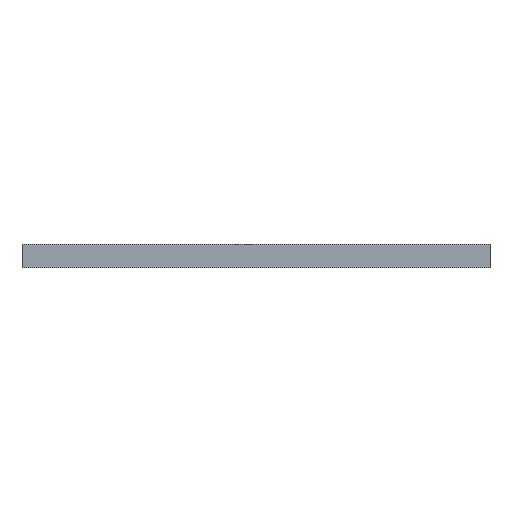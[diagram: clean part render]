
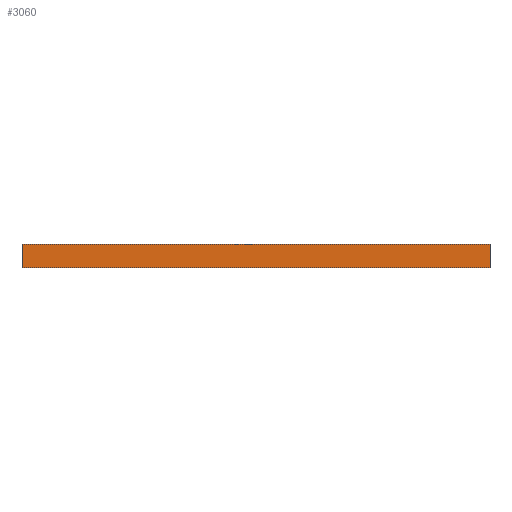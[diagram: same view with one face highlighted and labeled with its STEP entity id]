
A CAD part, front view. The second image highlights one B-rep face of the part: STEP entity #3060.
In plain terms, the highlighted planar face has unit normal (0, -1, 0).
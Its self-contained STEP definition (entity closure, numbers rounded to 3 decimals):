
#747=CARTESIAN_POINT('',(85.62,-145.,6.7));
#748=VERTEX_POINT('',#747);
#755=CARTESIAN_POINT('',(185.62,-145.,6.7));
#756=VERTEX_POINT('',#755);
#757=CARTESIAN_POINT('',(85.62,-145.,6.7));
#758=DIRECTION('',(1.,0.,-0.));
#759=VECTOR('',#758,100.);
#760=LINE('',#757,#759);
#761=EDGE_CURVE('',#748,#756,#760,.T.);
#2035=CARTESIAN_POINT('',(185.62,-145.,1.7));
#2036=VERTEX_POINT('',#2035);
#2043=CARTESIAN_POINT('',(85.62,-145.,1.7));
#2044=VERTEX_POINT('',#2043);
#2045=CARTESIAN_POINT('',(85.62,-145.,1.7));
#2046=DIRECTION('',(1.,0.,-0.));
#2047=VECTOR('',#2046,100.);
#2048=LINE('',#2045,#2047);
#2049=EDGE_CURVE('',#2044,#2036,#2048,.T.);
#3039=CARTESIAN_POINT('',(135.62,-145.,3.7));
#3040=DIRECTION('',(0.,-1.,0.));
#3041=DIRECTION('',(1.,0.,0.));
#3042=AXIS2_PLACEMENT_3D('',#3039,#3040,#3041);
#3043=PLANE('',#3042);
#3044=ORIENTED_EDGE('',*,*,#761,.F.);
#3045=CARTESIAN_POINT('',(85.62,-145.,1.7));
#3046=DIRECTION('',(0.,0.,1.));
#3047=VECTOR('',#3046,5.);
#3048=LINE('',#3045,#3047);
#3049=EDGE_CURVE('',#2044,#748,#3048,.T.);
#3050=ORIENTED_EDGE('',*,*,#3049,.F.);
#3051=ORIENTED_EDGE('',*,*,#2049,.T.);
#3052=CARTESIAN_POINT('',(185.62,-145.,1.7));
#3053=DIRECTION('',(0.,0.,1.));
#3054=VECTOR('',#3053,5.);
#3055=LINE('',#3052,#3054);
#3056=EDGE_CURVE('',#2036,#756,#3055,.T.);
#3057=ORIENTED_EDGE('',*,*,#3056,.T.);
#3058=EDGE_LOOP('',(#3044,#3050,#3051,#3057));
#3059=FACE_BOUND('',#3058,.T.);
#3060=ADVANCED_FACE('',(#3059),#3043,.T.);
